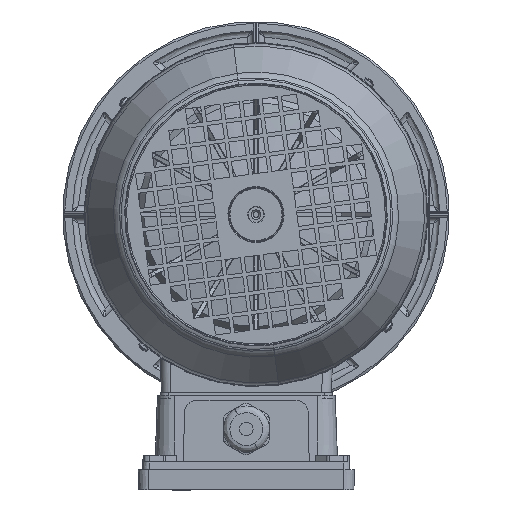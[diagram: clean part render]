
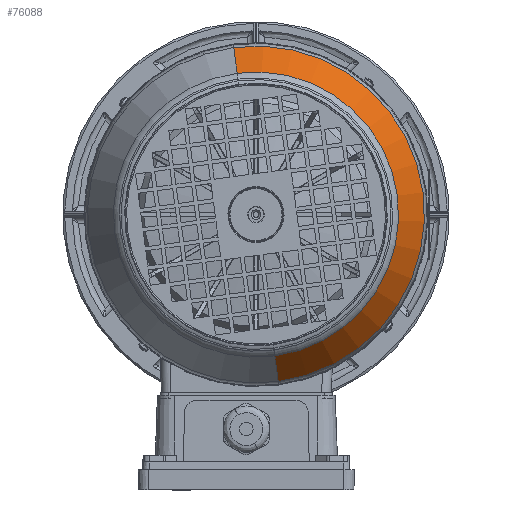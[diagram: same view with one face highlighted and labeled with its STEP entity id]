
A CAD part, left-side view. The second image highlights one B-rep face of the part: STEP entity #76088.
In plain terms, the highlighted conical face has half-angle 29.846 degrees and reference radius 71 mm.
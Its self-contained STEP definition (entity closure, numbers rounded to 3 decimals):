
#8190 = VERTEX_POINT ( 'NONE', #106607 ) ;
#9980 = LINE ( 'NONE', #141916, #124621 ) ;
#18288 = VERTEX_POINT ( 'NONE', #52891 ) ;
#19879 = ORIENTED_EDGE ( 'NONE', *, *, #88641, .T. ) ;
#19949 = AXIS2_PLACEMENT_3D ( 'NONE', #30359, #20197, #51406 ) ;
#20197 = DIRECTION ( 'NONE',  ( 1., 0., 0. ) ) ;
#30359 = CARTESIAN_POINT ( 'NONE',  ( 47.812, 0., 0. ) ) ;
#32457 = DIRECTION ( 'NONE',  ( -1., 0., 0. ) ) ;
#35314 = ORIENTED_EDGE ( 'NONE', *, *, #97439, .F. ) ;
#41258 = EDGE_LOOP ( 'NONE', ( #35314, #101041, #41943, #19879 ) ) ;
#41943 = ORIENTED_EDGE ( 'NONE', *, *, #137941, .T. ) ;
#50254 = AXIS2_PLACEMENT_3D ( 'NONE', #88956, #32457, #133205 ) ;
#51406 = DIRECTION ( 'NONE',  ( 0., 0., -1. ) ) ;
#52891 = CARTESIAN_POINT ( 'NONE',  ( 71.158, 0., -73.778 ) ) ;
#57157 = DIRECTION ( 'NONE',  ( -0.867, 0., 0.498 ) ) ;
#62903 = DIRECTION ( 'NONE',  ( -0.867, 0., -0.498 ) ) ;
#72588 = VECTOR ( 'NONE', #57157, 1000. ) ;
#73306 = EDGE_CURVE ( 'NONE', #18288, #83962, #96447, .T. ) ;
#74509 = CARTESIAN_POINT ( 'NONE',  ( 71.158, 0., 73.778 ) ) ;
#76088 = ADVANCED_FACE ( 'NONE', ( #83399 ), #103930, .T. ) ;
#83399 = FACE_OUTER_BOUND ( 'NONE', #41258, .T. ) ;
#83962 = VERTEX_POINT ( 'NONE', #74509 ) ;
#88641 = EDGE_CURVE ( 'NONE', #8190, #120639, #112561, .T. ) ;
#88956 = CARTESIAN_POINT ( 'NONE',  ( 71.158, 0., 0. ) ) ;
#96447 = CIRCLE ( 'NONE', #50254, 73.778 ) ;
#97439 = EDGE_CURVE ( 'NONE', #18288, #120639, #9980, .T. ) ;
#101041 = ORIENTED_EDGE ( 'NONE', *, *, #73306, .T. ) ;
#103930 = CONICAL_SURFACE ( 'NONE', #115528, 71., 0.521 ) ;
#106607 = CARTESIAN_POINT ( 'NONE',  ( 47.812, 0., 87.174 ) ) ;
#112561 = CIRCLE ( 'NONE', #19949, 87.174 ) ;
#115528 = AXIS2_PLACEMENT_3D ( 'NONE', #126914, #116744, #137818 ) ;
#116744 = DIRECTION ( 'NONE',  ( -1., 0., 0. ) ) ;
#120639 = VERTEX_POINT ( 'NONE', #123325 ) ;
#120983 = LINE ( 'NONE', #123852, #72588 ) ;
#123325 = CARTESIAN_POINT ( 'NONE',  ( 47.812, 0., -87.174 ) ) ;
#123852 = CARTESIAN_POINT ( 'NONE',  ( 76., 0., 71. ) ) ;
#124621 = VECTOR ( 'NONE', #62903, 1000. ) ;
#126914 = CARTESIAN_POINT ( 'NONE',  ( 76., 0., 0. ) ) ;
#133205 = DIRECTION ( 'NONE',  ( 0., 0., -1. ) ) ;
#137818 = DIRECTION ( 'NONE',  ( 0., 0., 1. ) ) ;
#137941 = EDGE_CURVE ( 'NONE', #83962, #8190, #120983, .T. ) ;
#141916 = CARTESIAN_POINT ( 'NONE',  ( 76., 0., -71. ) ) ;
